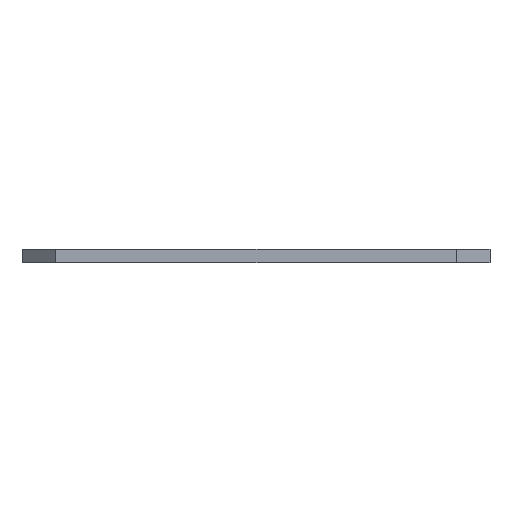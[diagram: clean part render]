
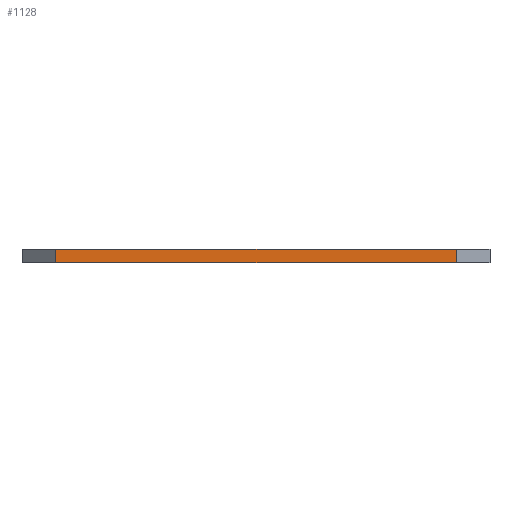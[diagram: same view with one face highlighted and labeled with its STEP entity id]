
A CAD part, front view. The second image highlights one B-rep face of the part: STEP entity #1128.
In plain terms, the highlighted planar face has unit normal (0, -1, 0).
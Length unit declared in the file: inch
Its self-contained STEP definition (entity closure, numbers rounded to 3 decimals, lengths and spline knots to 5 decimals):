
#38 = LINE ( 'NONE', #602, #1030 ) ;
#46 = CARTESIAN_POINT ( 'NONE',  ( 0., -0.5, 0.04921 ) ) ;
#50 = LINE ( 'NONE', #494, #552 ) ;
#104 = EDGE_CURVE ( 'NONE', #450, #917, #1676, .T. ) ;
#106 = CARTESIAN_POINT ( 'NONE',  ( 1.49, -0.5, -0.04921 ) ) ;
#107 = VERTEX_POINT ( 'NONE', #708 ) ;
#113 = LINE ( 'NONE', #529, #1205 ) ;
#179 = PLANE ( 'NONE',  #883 ) ;
#186 = EDGE_CURVE ( 'NONE', #917, #107, #113, .T. ) ;
#187 = DIRECTION ( 'NONE',  ( 0., -1., 0. ) ) ;
#188 = ORIENTED_EDGE ( 'NONE', *, *, #186, .T. ) ;
#244 = ORIENTED_EDGE ( 'NONE', *, *, #104, .T. ) ;
#249 = CARTESIAN_POINT ( 'NONE',  ( -1.49, -0.5, -0.04921 ) ) ;
#407 = DIRECTION ( 'NONE',  ( 0., 0., 1. ) ) ;
#450 = VERTEX_POINT ( 'NONE', #106 ) ;
#494 = CARTESIAN_POINT ( 'NONE',  ( -1.49, -0.5, 0.04921 ) ) ;
#529 = CARTESIAN_POINT ( 'NONE',  ( 0., -0.5, 0.04921 ) ) ;
#552 = VECTOR ( 'NONE', #759, 39.37008 ) ;
#602 = CARTESIAN_POINT ( 'NONE',  ( 0., -0.5, -0.04921 ) ) ;
#708 = CARTESIAN_POINT ( 'NONE',  ( -1.49, -0.5, 0.04921 ) ) ;
#746 = EDGE_CURVE ( 'NONE', #107, #866, #50, .T. ) ;
#748 = FACE_OUTER_BOUND ( 'NONE', #878, .T. ) ;
#759 = DIRECTION ( 'NONE',  ( 0., 0., -1. ) ) ;
#866 = VERTEX_POINT ( 'NONE', #249 ) ;
#878 = EDGE_LOOP ( 'NONE', ( #1731, #244, #188, #1551 ) ) ;
#883 = AXIS2_PLACEMENT_3D ( 'NONE', #46, #187, #1050 ) ;
#917 = VERTEX_POINT ( 'NONE', #1784 ) ;
#1030 = VECTOR ( 'NONE', #1315, 39.37008 ) ;
#1050 = DIRECTION ( 'NONE',  ( 1., 0., 0. ) ) ;
#1128 = ADVANCED_FACE ( 'NONE', ( #748 ), #179, .T. ) ;
#1156 = EDGE_CURVE ( 'NONE', #450, #866, #38, .T. ) ;
#1205 = VECTOR ( 'NONE', #1546, 39.37008 ) ;
#1244 = CARTESIAN_POINT ( 'NONE',  ( 1.49, -0.5, 0.04921 ) ) ;
#1315 = DIRECTION ( 'NONE',  ( -1., 0., 0. ) ) ;
#1546 = DIRECTION ( 'NONE',  ( -1., 0., 0. ) ) ;
#1551 = ORIENTED_EDGE ( 'NONE', *, *, #746, .T. ) ;
#1644 = VECTOR ( 'NONE', #407, 39.37008 ) ;
#1676 = LINE ( 'NONE', #1244, #1644 ) ;
#1731 = ORIENTED_EDGE ( 'NONE', *, *, #1156, .F. ) ;
#1784 = CARTESIAN_POINT ( 'NONE',  ( 1.49, -0.5, 0.04921 ) ) ;
